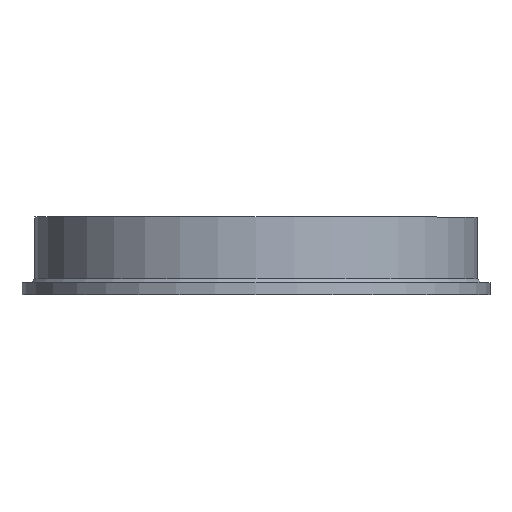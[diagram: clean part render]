
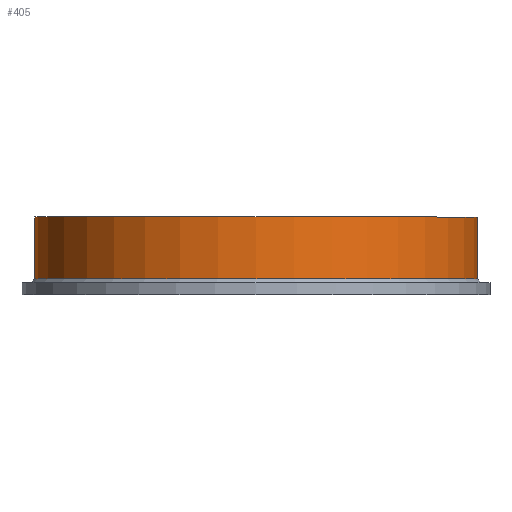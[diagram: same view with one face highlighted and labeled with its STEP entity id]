
A CAD part, left-side view. The second image highlights one B-rep face of the part: STEP entity #405.
In plain terms, the highlighted cylindrical face has radius 56.7 mm (diameter 113.4 mm), a partial arc.
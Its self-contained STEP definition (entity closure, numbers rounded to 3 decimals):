
#22 = CARTESIAN_POINT ( 'NONE',  ( 0., 0., 0. ) ) ;
#36 = ORIENTED_EDGE ( 'NONE', *, *, #137, .T. ) ;
#43 = EDGE_CURVE ( 'NONE', #527, #751, #335, .T. ) ;
#55 = CYLINDRICAL_SURFACE ( 'NONE', #720, 56.7 ) ;
#119 = CARTESIAN_POINT ( 'NONE',  ( 0., -56.7, 0. ) ) ;
#137 = EDGE_CURVE ( 'NONE', #751, #855, #164, .T. ) ;
#139 = CARTESIAN_POINT ( 'NONE',  ( 0., 56.7, 0. ) ) ;
#160 = AXIS2_PLACEMENT_3D ( 'NONE', #829, #469, #535 ) ;
#164 = LINE ( 'NONE', #139, #938 ) ;
#211 = CIRCLE ( 'NONE', #160, 56.7 ) ;
#285 = DIRECTION ( 'NONE',  ( 0., 0., -1. ) ) ;
#291 = DIRECTION ( 'NONE',  ( 0., 0., -1. ) ) ;
#335 = CIRCLE ( 'NONE', #731, 56.7 ) ;
#346 = DIRECTION ( 'NONE',  ( 0., 0., -1. ) ) ;
#372 = ORIENTED_EDGE ( 'NONE', *, *, #795, .F. ) ;
#405 = ADVANCED_FACE ( 'NONE', ( #447 ), #55, .T. ) ;
#424 = DIRECTION ( 'NONE',  ( 0., 1., 0. ) ) ;
#429 = ORIENTED_EDGE ( 'NONE', *, *, #507, .T. ) ;
#447 = FACE_OUTER_BOUND ( 'NONE', #889, .T. ) ;
#469 = DIRECTION ( 'NONE',  ( 0., 0., 1. ) ) ;
#507 = EDGE_CURVE ( 'NONE', #855, #629, #211, .T. ) ;
#513 = VECTOR ( 'NONE', #291, 1000. ) ;
#527 = VERTEX_POINT ( 'NONE', #778 ) ;
#535 = DIRECTION ( 'NONE',  ( 0., -1., 0. ) ) ;
#608 = DIRECTION ( 'NONE',  ( 0., 0., -1. ) ) ;
#613 = DIRECTION ( 'NONE',  ( 0., 1., 0. ) ) ;
#619 = CARTESIAN_POINT ( 'NONE',  ( 0., -56.7, 4.2 ) ) ;
#629 = VERTEX_POINT ( 'NONE', #619 ) ;
#720 = AXIS2_PLACEMENT_3D ( 'NONE', #22, #608, #613 ) ;
#731 = AXIS2_PLACEMENT_3D ( 'NONE', #931, #346, #424 ) ;
#751 = VERTEX_POINT ( 'NONE', #933 ) ;
#778 = CARTESIAN_POINT ( 'NONE',  ( 0., -56.7, 20. ) ) ;
#790 = ORIENTED_EDGE ( 'NONE', *, *, #43, .T. ) ;
#795 = EDGE_CURVE ( 'NONE', #527, #629, #906, .T. ) ;
#829 = CARTESIAN_POINT ( 'NONE',  ( 0., 0., 4.2 ) ) ;
#855 = VERTEX_POINT ( 'NONE', #900 ) ;
#889 = EDGE_LOOP ( 'NONE', ( #372, #790, #36, #429 ) ) ;
#900 = CARTESIAN_POINT ( 'NONE',  ( 0., 56.7, 4.2 ) ) ;
#906 = LINE ( 'NONE', #119, #513 ) ;
#931 = CARTESIAN_POINT ( 'NONE',  ( 0., 0., 20. ) ) ;
#933 = CARTESIAN_POINT ( 'NONE',  ( 0., 56.7, 20. ) ) ;
#938 = VECTOR ( 'NONE', #285, 1000. ) ;
